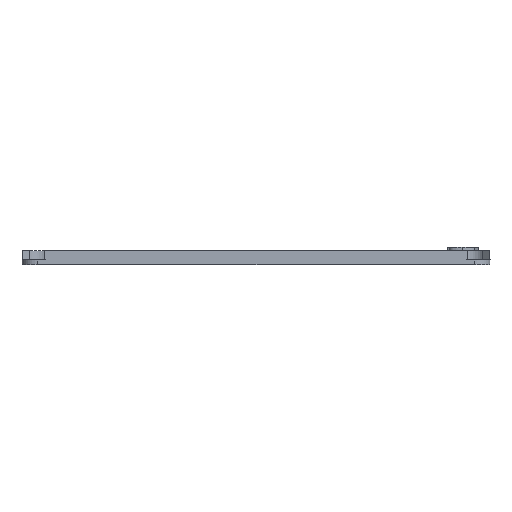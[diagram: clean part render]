
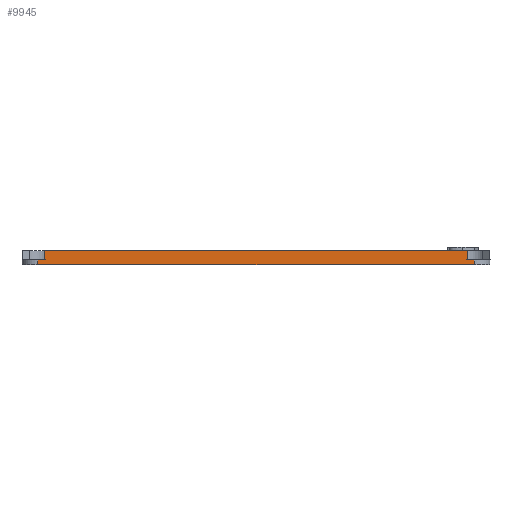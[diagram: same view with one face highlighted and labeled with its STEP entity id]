
A CAD part, left-side view. The second image highlights one B-rep face of the part: STEP entity #9945.
In plain terms, the highlighted planar face has unit normal (-1, 0, 0).
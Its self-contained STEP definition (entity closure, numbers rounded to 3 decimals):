
#33 = PLANE('',#34);
#34 = AXIS2_PLACEMENT_3D('',#35,#36,#37);
#35 = CARTESIAN_POINT('',(0.,0.,4.5));
#36 = DIRECTION('',(0.,0.,1.));
#37 = DIRECTION('',(1.,0.,-0.));
#6861 = VERTEX_POINT('',#6862);
#6862 = CARTESIAN_POINT('',(0.,142.929,4.5));
#6876 = PLANE('',#6877);
#6877 = AXIS2_PLACEMENT_3D('',#6878,#6879,#6880);
#6878 = CARTESIAN_POINT('',(0.,142.929,1.5));
#6879 = DIRECTION('',(-0.707,-0.707,0.));
#6880 = DIRECTION('',(0.707,-0.707,0.));
#6888 = EDGE_CURVE('',#6861,#6889,#6891,.T.);
#6889 = VERTEX_POINT('',#6890);
#6890 = CARTESIAN_POINT('',(0.,7.071,4.5));
#6891 = SURFACE_CURVE('',#6892,(#6896,#6903),.PCURVE_S1.);
#6892 = LINE('',#6893,#6894);
#6893 = CARTESIAN_POINT('',(0.,150.,4.5));
#6894 = VECTOR('',#6895,1.);
#6895 = DIRECTION('',(0.,-1.,0.));
#6896 = PCURVE('',#33,#6897);
#6897 = DEFINITIONAL_REPRESENTATION('',(#6898),#6902);
#6898 = LINE('',#6899,#6900);
#6899 = CARTESIAN_POINT('',(0.,150.));
#6900 = VECTOR('',#6901,1.);
#6901 = DIRECTION('',(0.,-1.));
#6902 = ( GEOMETRIC_REPRESENTATION_CONTEXT(2) 
PARAMETRIC_REPRESENTATION_CONTEXT() REPRESENTATION_CONTEXT('2D SPACE',''
  ) );
#6903 = PCURVE('',#6904,#6909);
#6904 = PLANE('',#6905);
#6905 = AXIS2_PLACEMENT_3D('',#6906,#6907,#6908);
#6906 = CARTESIAN_POINT('',(0.,150.,4.5));
#6907 = DIRECTION('',(1.,0.,0.));
#6908 = DIRECTION('',(0.,1.,0.));
#6909 = DEFINITIONAL_REPRESENTATION('',(#6910),#6914);
#6910 = LINE('',#6911,#6912);
#6911 = CARTESIAN_POINT('',(0.,0.));
#6912 = VECTOR('',#6913,1.);
#6913 = DIRECTION('',(-1.,0.));
#6914 = ( GEOMETRIC_REPRESENTATION_CONTEXT(2) 
PARAMETRIC_REPRESENTATION_CONTEXT() REPRESENTATION_CONTEXT('2D SPACE',''
  ) );
#6932 = PLANE('',#6933);
#6933 = AXIS2_PLACEMENT_3D('',#6934,#6935,#6936);
#6934 = CARTESIAN_POINT('',(2.464,9.536,1.5));
#6935 = DIRECTION('',(-0.707,0.707,0.));
#6936 = DIRECTION('',(-0.707,-0.707,0.));
#9698 = PLANE('',#9699);
#9699 = AXIS2_PLACEMENT_3D('',#9700,#9701,#9702);
#9700 = CARTESIAN_POINT('',(0.,0.,0.));
#9701 = DIRECTION('',(0.,0.,1.));
#9702 = DIRECTION('',(1.,0.,-0.));
#9945 = ADVANCED_FACE('',(#9946),#6904,.F.);
#9946 = FACE_BOUND('',#9947,.T.);
#9947 = EDGE_LOOP('',(#9948,#9973,#10001,#10029,#10050,#10051,#10074,
    #10102));
#9948 = ORIENTED_EDGE('',*,*,#9949,.T.);
#9949 = EDGE_CURVE('',#9950,#9952,#9954,.T.);
#9950 = VERTEX_POINT('',#9951);
#9951 = CARTESIAN_POINT('',(0.,145.,0.));
#9952 = VERTEX_POINT('',#9953);
#9953 = CARTESIAN_POINT('',(0.,5.,0.));
#9954 = SURFACE_CURVE('',#9955,(#9959,#9966),.PCURVE_S1.);
#9955 = LINE('',#9956,#9957);
#9956 = CARTESIAN_POINT('',(0.,150.,0.));
#9957 = VECTOR('',#9958,1.);
#9958 = DIRECTION('',(0.,-1.,0.));
#9959 = PCURVE('',#6904,#9960);
#9960 = DEFINITIONAL_REPRESENTATION('',(#9961),#9965);
#9961 = LINE('',#9962,#9963);
#9962 = CARTESIAN_POINT('',(0.,-4.5));
#9963 = VECTOR('',#9964,1.);
#9964 = DIRECTION('',(-1.,0.));
#9965 = ( GEOMETRIC_REPRESENTATION_CONTEXT(2) 
PARAMETRIC_REPRESENTATION_CONTEXT() REPRESENTATION_CONTEXT('2D SPACE',''
  ) );
#9966 = PCURVE('',#9698,#9967);
#9967 = DEFINITIONAL_REPRESENTATION('',(#9968),#9972);
#9968 = LINE('',#9969,#9970);
#9969 = CARTESIAN_POINT('',(0.,150.));
#9970 = VECTOR('',#9971,1.);
#9971 = DIRECTION('',(0.,-1.));
#9972 = ( GEOMETRIC_REPRESENTATION_CONTEXT(2) 
PARAMETRIC_REPRESENTATION_CONTEXT() REPRESENTATION_CONTEXT('2D SPACE',''
  ) );
#9973 = ORIENTED_EDGE('',*,*,#9974,.T.);
#9974 = EDGE_CURVE('',#9952,#9975,#9977,.T.);
#9975 = VERTEX_POINT('',#9976);
#9976 = CARTESIAN_POINT('',(0.,5.,1.5));
#9977 = SURFACE_CURVE('',#9978,(#9982,#9989),.PCURVE_S1.);
#9978 = LINE('',#9979,#9980);
#9979 = CARTESIAN_POINT('',(0.,5.,4.5));
#9980 = VECTOR('',#9981,1.);
#9981 = DIRECTION('',(0.,0.,1.));
#9982 = PCURVE('',#6904,#9983);
#9983 = DEFINITIONAL_REPRESENTATION('',(#9984),#9988);
#9984 = LINE('',#9985,#9986);
#9985 = CARTESIAN_POINT('',(-145.,0.));
#9986 = VECTOR('',#9987,1.);
#9987 = DIRECTION('',(0.,1.));
#9988 = ( GEOMETRIC_REPRESENTATION_CONTEXT(2) 
PARAMETRIC_REPRESENTATION_CONTEXT() REPRESENTATION_CONTEXT('2D SPACE',''
  ) );
#9989 = PCURVE('',#9990,#9995);
#9990 = CYLINDRICAL_SURFACE('',#9991,5.);
#9991 = AXIS2_PLACEMENT_3D('',#9992,#9993,#9994);
#9992 = CARTESIAN_POINT('',(5.,5.,4.5));
#9993 = DIRECTION('',(0.,0.,-1.));
#9994 = DIRECTION('',(-1.,0.,0.));
#9995 = DEFINITIONAL_REPRESENTATION('',(#9996),#10000);
#9996 = LINE('',#9997,#9998);
#9997 = CARTESIAN_POINT('',(6.283,0.));
#9998 = VECTOR('',#9999,1.);
#9999 = DIRECTION('',(0.,-1.));
#10000 = ( GEOMETRIC_REPRESENTATION_CONTEXT(2) 
PARAMETRIC_REPRESENTATION_CONTEXT() REPRESENTATION_CONTEXT('2D SPACE',''
  ) );
#10001 = ORIENTED_EDGE('',*,*,#10002,.F.);
#10002 = EDGE_CURVE('',#10003,#9975,#10005,.T.);
#10003 = VERTEX_POINT('',#10004);
#10004 = CARTESIAN_POINT('',(0.,7.071,1.5));
#10005 = SURFACE_CURVE('',#10006,(#10010,#10017),.PCURVE_S1.);
#10006 = LINE('',#10007,#10008);
#10007 = CARTESIAN_POINT('',(0.,7.071,1.5));
#10008 = VECTOR('',#10009,1.);
#10009 = DIRECTION('',(0.,-1.,0.));
#10010 = PCURVE('',#6904,#10011);
#10011 = DEFINITIONAL_REPRESENTATION('',(#10012),#10016);
#10012 = LINE('',#10013,#10014);
#10013 = CARTESIAN_POINT('',(-142.929,-3.));
#10014 = VECTOR('',#10015,1.);
#10015 = DIRECTION('',(-1.,0.));
#10016 = ( GEOMETRIC_REPRESENTATION_CONTEXT(2) 
PARAMETRIC_REPRESENTATION_CONTEXT() REPRESENTATION_CONTEXT('2D SPACE',''
  ) );
#10017 = PCURVE('',#10018,#10023);
#10018 = PLANE('',#10019);
#10019 = AXIS2_PLACEMENT_3D('',#10020,#10021,#10022);
#10020 = CARTESIAN_POINT('',(6.,6.,1.5));
#10021 = DIRECTION('',(0.,0.,1.));
#10022 = DIRECTION('',(1.,0.,-0.));
#10023 = DEFINITIONAL_REPRESENTATION('',(#10024),#10028);
#10024 = LINE('',#10025,#10026);
#10025 = CARTESIAN_POINT('',(-6.,1.071));
#10026 = VECTOR('',#10027,1.);
#10027 = DIRECTION('',(0.,-1.));
#10028 = ( GEOMETRIC_REPRESENTATION_CONTEXT(2) 
PARAMETRIC_REPRESENTATION_CONTEXT() REPRESENTATION_CONTEXT('2D SPACE',''
  ) );
#10029 = ORIENTED_EDGE('',*,*,#10030,.T.);
#10030 = EDGE_CURVE('',#10003,#6889,#10031,.T.);
#10031 = SURFACE_CURVE('',#10032,(#10036,#10043),.PCURVE_S1.);
#10032 = LINE('',#10033,#10034);
#10033 = CARTESIAN_POINT('',(0.,7.071,1.5));
#10034 = VECTOR('',#10035,1.);
#10035 = DIRECTION('',(0.,0.,1.));
#10036 = PCURVE('',#6904,#10037);
#10037 = DEFINITIONAL_REPRESENTATION('',(#10038),#10042);
#10038 = LINE('',#10039,#10040);
#10039 = CARTESIAN_POINT('',(-142.929,-3.));
#10040 = VECTOR('',#10041,1.);
#10041 = DIRECTION('',(0.,1.));
#10042 = ( GEOMETRIC_REPRESENTATION_CONTEXT(2) 
PARAMETRIC_REPRESENTATION_CONTEXT() REPRESENTATION_CONTEXT('2D SPACE',''
  ) );
#10043 = PCURVE('',#6932,#10044);
#10044 = DEFINITIONAL_REPRESENTATION('',(#10045),#10049);
#10045 = LINE('',#10046,#10047);
#10046 = CARTESIAN_POINT('',(3.485,0.));
#10047 = VECTOR('',#10048,1.);
#10048 = DIRECTION('',(0.,1.));
#10049 = ( GEOMETRIC_REPRESENTATION_CONTEXT(2) 
PARAMETRIC_REPRESENTATION_CONTEXT() REPRESENTATION_CONTEXT('2D SPACE',''
  ) );
#10050 = ORIENTED_EDGE('',*,*,#6888,.F.);
#10051 = ORIENTED_EDGE('',*,*,#10052,.F.);
#10052 = EDGE_CURVE('',#10053,#6861,#10055,.T.);
#10053 = VERTEX_POINT('',#10054);
#10054 = CARTESIAN_POINT('',(0.,142.929,1.5));
#10055 = SURFACE_CURVE('',#10056,(#10060,#10067),.PCURVE_S1.);
#10056 = LINE('',#10057,#10058);
#10057 = CARTESIAN_POINT('',(0.,142.929,1.5));
#10058 = VECTOR('',#10059,1.);
#10059 = DIRECTION('',(0.,0.,1.));
#10060 = PCURVE('',#6904,#10061);
#10061 = DEFINITIONAL_REPRESENTATION('',(#10062),#10066);
#10062 = LINE('',#10063,#10064);
#10063 = CARTESIAN_POINT('',(-7.071,-3.));
#10064 = VECTOR('',#10065,1.);
#10065 = DIRECTION('',(0.,1.));
#10066 = ( GEOMETRIC_REPRESENTATION_CONTEXT(2) 
PARAMETRIC_REPRESENTATION_CONTEXT() REPRESENTATION_CONTEXT('2D SPACE',''
  ) );
#10067 = PCURVE('',#6876,#10068);
#10068 = DEFINITIONAL_REPRESENTATION('',(#10069),#10073);
#10069 = LINE('',#10070,#10071);
#10070 = CARTESIAN_POINT('',(0.,0.));
#10071 = VECTOR('',#10072,1.);
#10072 = DIRECTION('',(0.,1.));
#10073 = ( GEOMETRIC_REPRESENTATION_CONTEXT(2) 
PARAMETRIC_REPRESENTATION_CONTEXT() REPRESENTATION_CONTEXT('2D SPACE',''
  ) );
#10074 = ORIENTED_EDGE('',*,*,#10075,.F.);
#10075 = EDGE_CURVE('',#10076,#10053,#10078,.T.);
#10076 = VERTEX_POINT('',#10077);
#10077 = CARTESIAN_POINT('',(0.,145.,1.5));
#10078 = SURFACE_CURVE('',#10079,(#10083,#10090),.PCURVE_S1.);
#10079 = LINE('',#10080,#10081);
#10080 = CARTESIAN_POINT('',(0.,150.,1.5));
#10081 = VECTOR('',#10082,1.);
#10082 = DIRECTION('',(0.,-1.,0.));
#10083 = PCURVE('',#6904,#10084);
#10084 = DEFINITIONAL_REPRESENTATION('',(#10085),#10089);
#10085 = LINE('',#10086,#10087);
#10086 = CARTESIAN_POINT('',(0.,-3.));
#10087 = VECTOR('',#10088,1.);
#10088 = DIRECTION('',(-1.,0.));
#10089 = ( GEOMETRIC_REPRESENTATION_CONTEXT(2) 
PARAMETRIC_REPRESENTATION_CONTEXT() REPRESENTATION_CONTEXT('2D SPACE',''
  ) );
#10090 = PCURVE('',#10091,#10096);
#10091 = PLANE('',#10092);
#10092 = AXIS2_PLACEMENT_3D('',#10093,#10094,#10095);
#10093 = CARTESIAN_POINT('',(6.,144.,1.5));
#10094 = DIRECTION('',(0.,0.,1.));
#10095 = DIRECTION('',(1.,0.,-0.));
#10096 = DEFINITIONAL_REPRESENTATION('',(#10097),#10101);
#10097 = LINE('',#10098,#10099);
#10098 = CARTESIAN_POINT('',(-6.,6.));
#10099 = VECTOR('',#10100,1.);
#10100 = DIRECTION('',(0.,-1.));
#10101 = ( GEOMETRIC_REPRESENTATION_CONTEXT(2) 
PARAMETRIC_REPRESENTATION_CONTEXT() REPRESENTATION_CONTEXT('2D SPACE',''
  ) );
#10102 = ORIENTED_EDGE('',*,*,#10103,.T.);
#10103 = EDGE_CURVE('',#10076,#9950,#10104,.T.);
#10104 = SURFACE_CURVE('',#10105,(#10109,#10116),.PCURVE_S1.);
#10105 = LINE('',#10106,#10107);
#10106 = CARTESIAN_POINT('',(0.,145.,4.5));
#10107 = VECTOR('',#10108,1.);
#10108 = DIRECTION('',(0.,0.,-1.));
#10109 = PCURVE('',#6904,#10110);
#10110 = DEFINITIONAL_REPRESENTATION('',(#10111),#10115);
#10111 = LINE('',#10112,#10113);
#10112 = CARTESIAN_POINT('',(-5.,0.));
#10113 = VECTOR('',#10114,1.);
#10114 = DIRECTION('',(0.,-1.));
#10115 = ( GEOMETRIC_REPRESENTATION_CONTEXT(2) 
PARAMETRIC_REPRESENTATION_CONTEXT() REPRESENTATION_CONTEXT('2D SPACE',''
  ) );
#10116 = PCURVE('',#10117,#10122);
#10117 = CYLINDRICAL_SURFACE('',#10118,5.);
#10118 = AXIS2_PLACEMENT_3D('',#10119,#10120,#10121);
#10119 = CARTESIAN_POINT('',(5.,145.,4.5));
#10120 = DIRECTION('',(0.,0.,-1.));
#10121 = DIRECTION('',(-1.,0.,0.));
#10122 = DEFINITIONAL_REPRESENTATION('',(#10123),#10127);
#10123 = LINE('',#10124,#10125);
#10124 = CARTESIAN_POINT('',(0.,0.));
#10125 = VECTOR('',#10126,1.);
#10126 = DIRECTION('',(0.,1.));
#10127 = ( GEOMETRIC_REPRESENTATION_CONTEXT(2) 
PARAMETRIC_REPRESENTATION_CONTEXT() REPRESENTATION_CONTEXT('2D SPACE',''
  ) );
